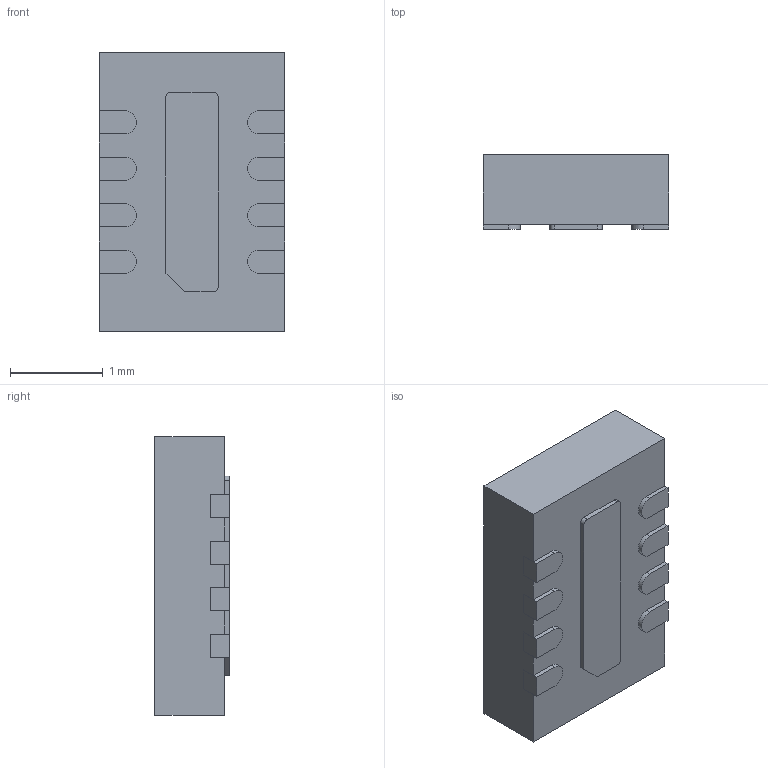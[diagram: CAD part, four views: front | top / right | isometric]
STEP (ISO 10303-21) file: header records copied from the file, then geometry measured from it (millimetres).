
FILE_DESCRIPTION (( 'STEP AP214' ), '1' );
FILE_NAME ('LTC4365HDDB-1#TRMPBF.STEP', '2023-10-03T05:35:47', ( '' ), ( '' ), 'SwSTEP 2.0', 'SolidWorks 2021', '' );
FILE_SCHEMA (( 'AUTOMOTIVE_DESIGN' ));
Length unit declared in the file: millimetre
Products named in the file (1): LTC4365HDDB-1#TRMPBF
Bounding box: 2 x 0.8 x 3 mm (x, y, z)
Volume: 4.6 mm3; surface area: 28.4 mm2
Topology: 11 solids, 11 shells, 116 faces, 276 edges, 184 vertices
Faces by surface type: plane 94, cylinder 22
Entity records: 3448 total; most frequent: CARTESIAN_POINT 577, DIRECTION 554, ORIENTED_EDGE 552, EDGE_CURVE 276, VECTOR 232, LINE 232, VERTEX_POINT 184, AXIS2_PLACEMENT_3D 161
